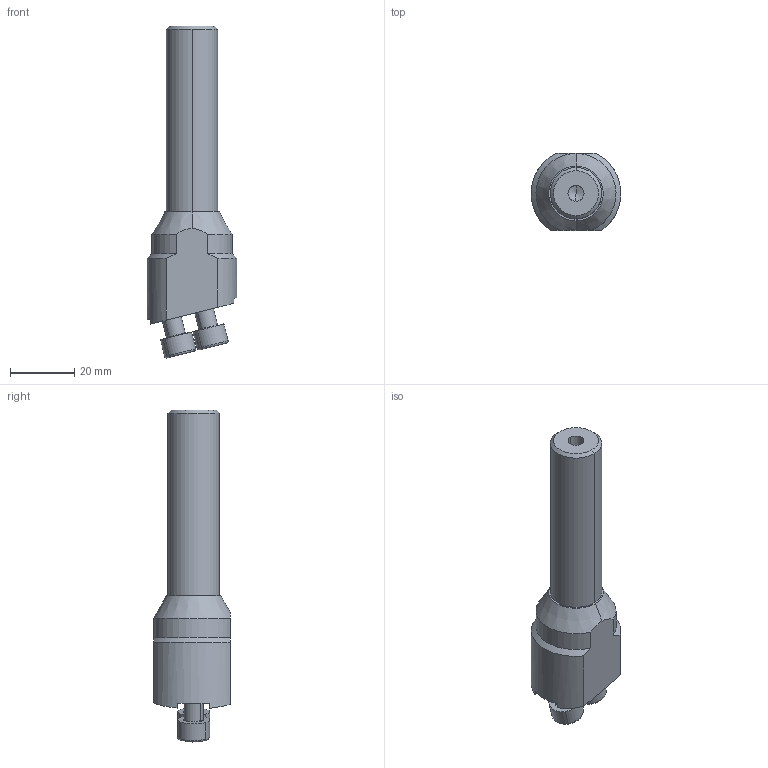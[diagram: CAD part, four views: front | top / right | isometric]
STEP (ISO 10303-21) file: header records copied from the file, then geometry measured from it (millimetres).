
FILE_DESCRIPTION(('no description'),'unknown implementation level');
FILE_NAME('CEDC734D-EFF7-47A6-9734-BD97D27FD925_export.stp',' ',('CIMSOURCE GmbH'),('CADClick - KiM GmbH - www.kimweb.de'),'unknown preprocess','ACIS','unknown authorization');
FILE_SCHEMA(('automotive_design'));
Length unit declared in the file: millimetre
Products named in the file (3): 615.267 Kaiser D16 X 93HM|690.150 Kaiser ETL M6X16;Hex; 615.267 Kaiser D16 X 93HM|615.267 Kaiser D16 X 93HM;Schnitt-Linear austragen5
Bounding box: 27.97 x 24 x 103.56 mm (x, y, z)
Volume: 26498 mm3; surface area: 9920 mm2
Topology: 3 solids, 3 shells, 124 faces, 298 edges, 180 vertices
Faces by surface type: plane 52, cylinder 44, cone 20, torus 8
Entity records: 7118 total; most frequent: CARTESIAN_POINT 885, DIRECTION 614, STYLED_ITEM 595, PRESENTATION_STYLE_ASSIGNMENT 595, COLOUR_RGB 595, ORIENTED_EDGE 576, EDGE_CURVE 288, CURVE_STYLE 288
